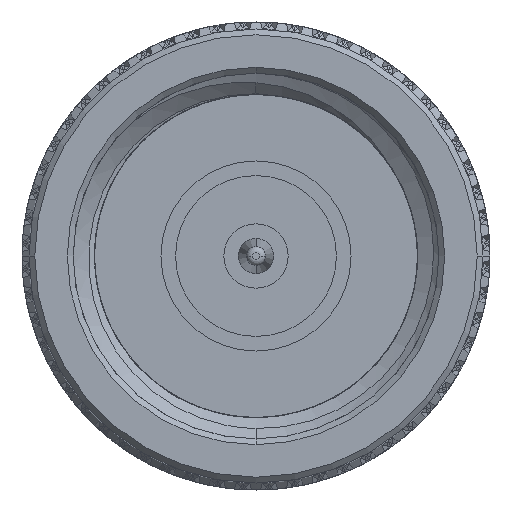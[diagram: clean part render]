
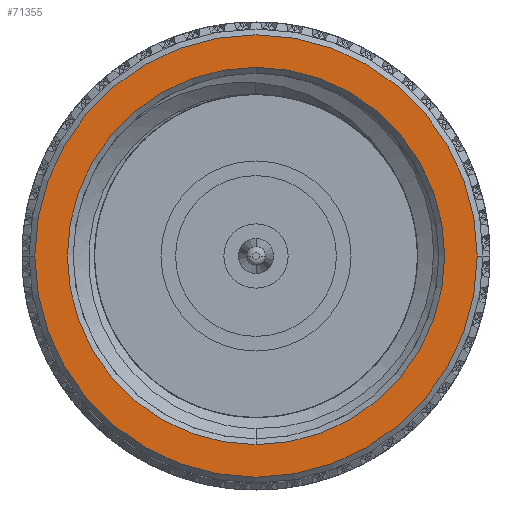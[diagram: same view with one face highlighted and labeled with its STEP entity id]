
A CAD part, left-side view. The second image highlights one B-rep face of the part: STEP entity #71355.
In plain terms, the highlighted planar face has unit normal (-1, 0, 0).
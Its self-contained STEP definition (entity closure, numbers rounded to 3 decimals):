
#7449 = VERTEX_POINT ( 'NONE', #57414 ) ;
#15504 = CARTESIAN_POINT ( 'NONE',  ( 0., 9.857, 0. ) ) ;
#17366 = ORIENTED_EDGE ( 'NONE', *, *, #30543, .T. ) ;
#20207 = VERTEX_POINT ( 'NONE', #51987 ) ;
#22377 = CARTESIAN_POINT ( 'NONE',  ( 0., 0., 0. ) ) ;
#27768 = ORIENTED_EDGE ( 'NONE', *, *, #54791, .T. ) ;
#28955 = CIRCLE ( 'NONE', #94422, 9.603 ) ;
#29892 = DIRECTION ( 'NONE',  ( -1., 0., 0. ) ) ;
#30543 = EDGE_CURVE ( 'NONE', #7449, #96631, #103440, .T. ) ;
#31210 = DIRECTION ( 'NONE',  ( 0., -1., 0. ) ) ;
#34003 = DIRECTION ( 'NONE',  ( 0., -1., 0. ) ) ;
#39610 = FACE_BOUND ( 'NONE', #88604, .T. ) ;
#39745 = AXIS2_PLACEMENT_3D ( 'NONE', #43551, #98655, #42511 ) ;
#39770 = AXIS2_PLACEMENT_3D ( 'NONE', #22377, #63347, #69696 ) ;
#42511 = DIRECTION ( 'NONE',  ( 0., -1., 0. ) ) ;
#43551 = CARTESIAN_POINT ( 'NONE',  ( 0., 0., 0. ) ) ;
#44829 = AXIS2_PLACEMENT_3D ( 'NONE', #58245, #74544, #34003 ) ;
#45138 = ORIENTED_EDGE ( 'NONE', *, *, #60303, .T. ) ;
#51987 = CARTESIAN_POINT ( 'NONE',  ( 0., 0., 8.191 ) ) ;
#54128 = EDGE_LOOP ( 'NONE', ( #90064, #17366 ) ) ;
#54791 = EDGE_CURVE ( 'NONE', #66452, #20207, #81740, .T. ) ;
#57414 = CARTESIAN_POINT ( 'NONE',  ( 0., -9.603, 0. ) ) ;
#58245 = CARTESIAN_POINT ( 'NONE',  ( 0., 0., 0. ) ) ;
#60303 = EDGE_CURVE ( 'NONE', #20207, #66452, #101833, .T. ) ;
#63347 = DIRECTION ( 'NONE',  ( 1., 0., 0. ) ) ;
#66452 = VERTEX_POINT ( 'NONE', #83853 ) ;
#69696 = DIRECTION ( 'NONE',  ( 0., -1., 0. ) ) ;
#69873 = CARTESIAN_POINT ( 'NONE',  ( 0., 0., 0. ) ) ;
#71355 = ADVANCED_FACE ( 'NONE', ( #39610, #95805 ), #88959, .T. ) ;
#74544 = DIRECTION ( 'NONE',  ( 1., 0., 0. ) ) ;
#79276 = DIRECTION ( 'NONE',  ( 0., -1., 0. ) ) ;
#81740 = CIRCLE ( 'NONE', #39770, 8.191 ) ;
#83853 = CARTESIAN_POINT ( 'NONE',  ( 0., 0., -8.191 ) ) ;
#88604 = EDGE_LOOP ( 'NONE', ( #45138, #27768 ) ) ;
#88803 = AXIS2_PLACEMENT_3D ( 'NONE', #15504, #96312, #31210 ) ;
#88959 = PLANE ( 'NONE',  #88803 ) ;
#90064 = ORIENTED_EDGE ( 'NONE', *, *, #94016, .T. ) ;
#90319 = CARTESIAN_POINT ( 'NONE',  ( 0., 9.603, 0. ) ) ;
#94016 = EDGE_CURVE ( 'NONE', #96631, #7449, #28955, .T. ) ;
#94422 = AXIS2_PLACEMENT_3D ( 'NONE', #69873, #29892, #79276 ) ;
#95805 = FACE_OUTER_BOUND ( 'NONE', #54128, .T. ) ;
#96312 = DIRECTION ( 'NONE',  ( -1., 0., 0. ) ) ;
#96631 = VERTEX_POINT ( 'NONE', #90319 ) ;
#98655 = DIRECTION ( 'NONE',  ( -1., 0., 0. ) ) ;
#101833 = CIRCLE ( 'NONE', #44829, 8.191 ) ;
#103440 = CIRCLE ( 'NONE', #39745, 9.603 ) ;
